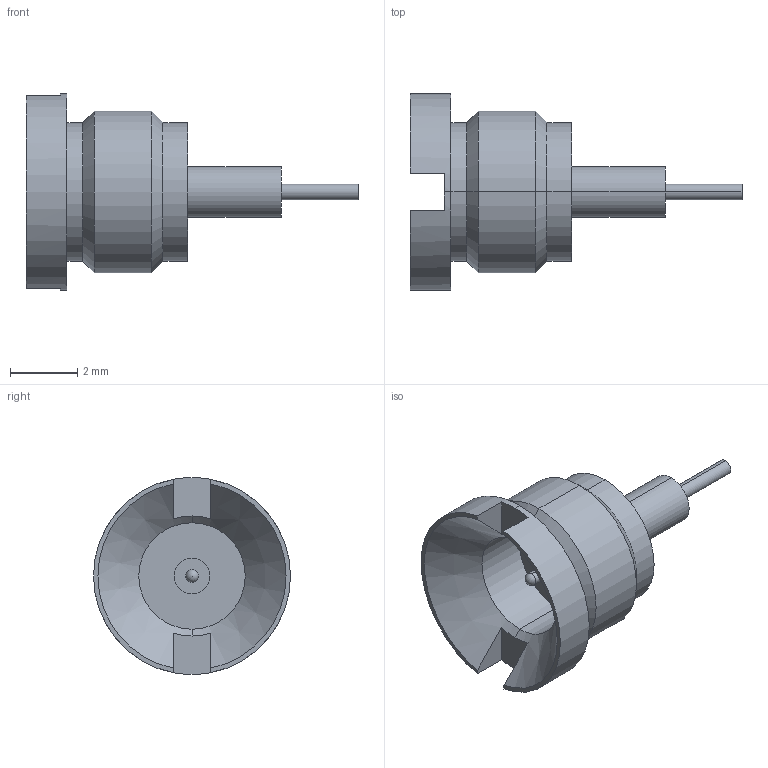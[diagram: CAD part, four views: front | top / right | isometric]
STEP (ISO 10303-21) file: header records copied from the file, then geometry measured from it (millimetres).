
FILE_DESCRIPTION (( 'STEP AP214' ), '1' );
FILE_NAME ('SC5514_3D.step', '2025-08-06T16:53:08', ( '' ), ( '' ), 'SwSTEP 2.0', 'SolidWorks 2022', '' );
FILE_SCHEMA (( 'AUTOMOTIVE_DESIGN' ));
Length unit declared in the file: inch
Products named in the file (1): SC5514_3D
Bounding box: 9.91 x 5.88 x 5.88 mm (x, y, z)
Volume: 63.4 mm3; surface area: 175.8 mm2
Topology: 1 solids, 1 shells, 39 faces, 88 edges, 55 vertices
Faces by surface type: cylinder 18, plane 14, cone 6, sphere 1
Entity records: 1166 total; most frequent: CARTESIAN_POINT 228, DIRECTION 208, ORIENTED_EDGE 172, EDGE_CURVE 86, AXIS2_PLACEMENT_3D 86, VERTEX_POINT 54, CIRCLE 46, EDGE_LOOP 44
